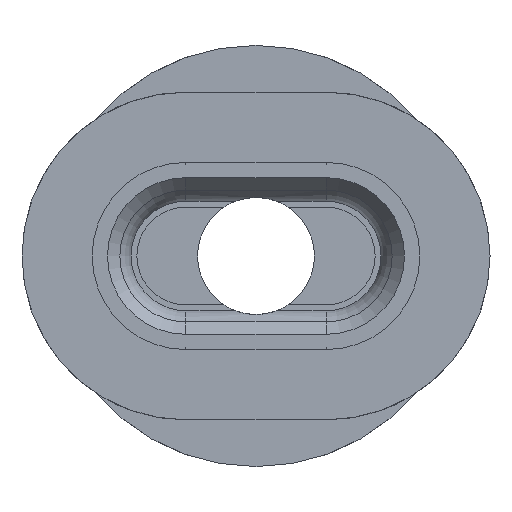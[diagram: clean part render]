
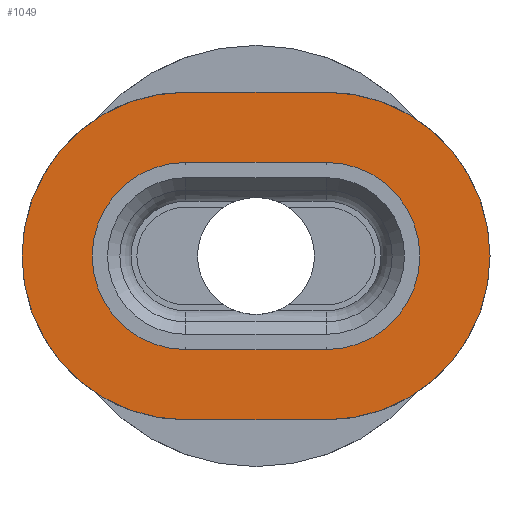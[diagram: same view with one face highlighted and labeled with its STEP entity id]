
A CAD part, front view. The second image highlights one B-rep face of the part: STEP entity #1049.
In plain terms, the highlighted planar face has unit normal (0, -1, 0).
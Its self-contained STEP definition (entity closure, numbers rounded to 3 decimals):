
#48=PLANE('',#1130);
#84=CIRCLE('',#1131,3.5);
#85=CIRCLE('',#1132,3.5);
#86=CIRCLE('',#1133,1.4);
#87=CIRCLE('',#1134,1.4);
#128=LINE('',#1517,#180);
#133=LINE('',#1528,#185);
#150=LINE('',#1584,#202);
#152=LINE('',#1590,#204);
#180=VECTOR('',#1254,1000.);
#185=VECTOR('',#1261,1000.);
#202=VECTOR('',#1326,1000.);
#204=VECTOR('',#1332,1000.);
#311=ORIENTED_EDGE('',*,*,#494,.F.);
#312=ORIENTED_EDGE('',*,*,#495,.F.);
#313=ORIENTED_EDGE('',*,*,#496,.F.);
#314=ORIENTED_EDGE('',*,*,#456,.T.);
#315=ORIENTED_EDGE('',*,*,#492,.T.);
#316=ORIENTED_EDGE('',*,*,#497,.T.);
#317=ORIENTED_EDGE('',*,*,#461,.F.);
#318=ORIENTED_EDGE('',*,*,#498,.T.);
#456=EDGE_CURVE('',#553,#552,#128,.T.);
#461=EDGE_CURVE('',#557,#554,#133,.T.);
#492=EDGE_CURVE('',#573,#572,#150,.T.);
#494=EDGE_CURVE('',#574,#552,#84,.T.);
#495=EDGE_CURVE('',#575,#574,#152,.T.);
#496=EDGE_CURVE('',#553,#575,#85,.T.);
#497=EDGE_CURVE('',#572,#554,#86,.T.);
#498=EDGE_CURVE('',#557,#573,#87,.T.);
#552=VERTEX_POINT('',#1516);
#553=VERTEX_POINT('',#1518);
#554=VERTEX_POINT('',#1522);
#557=VERTEX_POINT('',#1527);
#572=VERTEX_POINT('',#1583);
#573=VERTEX_POINT('',#1585);
#574=VERTEX_POINT('',#1589);
#575=VERTEX_POINT('',#1591);
#606=EDGE_LOOP('',(#311,#312,#313,#314));
#607=EDGE_LOOP('',(#315,#316,#317,#318));
#660=FACE_BOUND('',#606,.T.);
#661=FACE_BOUND('',#607,.T.);
#1049=ADVANCED_FACE('',(#660,#661),#48,.F.);
#1130=AXIS2_PLACEMENT_3D('',#1587,#1328,#1329);
#1131=AXIS2_PLACEMENT_3D('',#1588,#1330,#1331);
#1132=AXIS2_PLACEMENT_3D('',#1592,#1333,#1334);
#1133=AXIS2_PLACEMENT_3D('',#1593,#1335,#1336);
#1134=AXIS2_PLACEMENT_3D('',#1594,#1337,#1338);
#1254=DIRECTION('',(-1.,0.,0.));
#1261=DIRECTION('',(-1.,0.,0.));
#1326=DIRECTION('',(-1.,0.,0.));
#1328=DIRECTION('',(0.,1.,0.));
#1329=DIRECTION('',(0.,0.,1.));
#1330=DIRECTION('',(0.,1.,0.));
#1331=DIRECTION('',(0.,0.,1.));
#1332=DIRECTION('',(-1.,0.,0.));
#1333=DIRECTION('',(0.,1.,0.));
#1334=DIRECTION('',(0.,0.,1.));
#1335=DIRECTION('',(0.,1.,0.));
#1336=DIRECTION('',(0.,0.,1.));
#1337=DIRECTION('',(0.,1.,0.));
#1338=DIRECTION('',(0.,0.,1.));
#1516=CARTESIAN_POINT('',(-1.5,2.,3.5));
#1517=CARTESIAN_POINT('',(1.5,2.,3.5));
#1518=CARTESIAN_POINT('',(1.5,2.,3.5));
#1522=CARTESIAN_POINT('',(-1.5,2.,1.4));
#1527=CARTESIAN_POINT('',(1.5,2.,1.4));
#1528=CARTESIAN_POINT('',(1.5,2.,1.4));
#1583=CARTESIAN_POINT('',(-1.5,2.,-1.4));
#1584=CARTESIAN_POINT('',(1.5,2.,-1.4));
#1585=CARTESIAN_POINT('',(1.5,2.,-1.4));
#1587=CARTESIAN_POINT('',(1.5,2.,-1.4));
#1588=CARTESIAN_POINT('',(-1.5,2.,0.));
#1589=CARTESIAN_POINT('',(-1.5,2.,-3.5));
#1590=CARTESIAN_POINT('',(1.5,2.,-3.5));
#1591=CARTESIAN_POINT('',(1.5,2.,-3.5));
#1592=CARTESIAN_POINT('',(1.5,2.,0.));
#1593=CARTESIAN_POINT('',(-1.5,2.,0.));
#1594=CARTESIAN_POINT('',(1.5,2.,0.));
